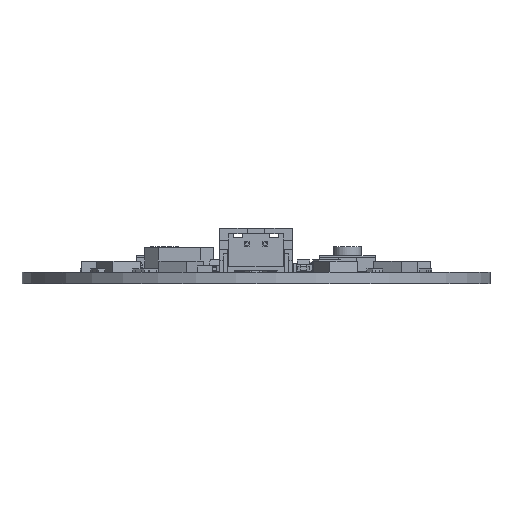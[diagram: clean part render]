
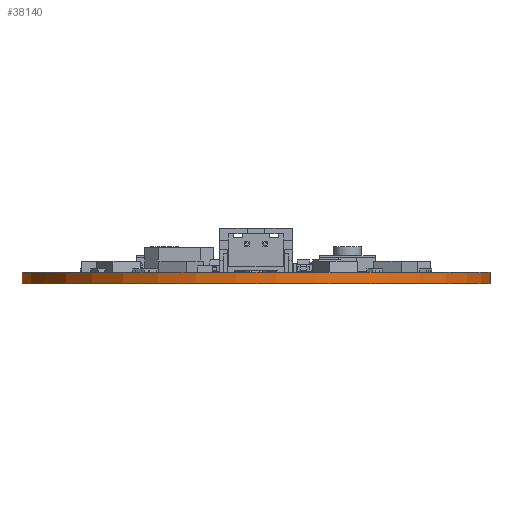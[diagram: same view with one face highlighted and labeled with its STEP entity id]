
A CAD part, front view. The second image highlights one B-rep face of the part: STEP entity #38140.
In plain terms, the highlighted cylindrical face has radius 25.407 mm (diameter 50.813 mm), a partial arc.
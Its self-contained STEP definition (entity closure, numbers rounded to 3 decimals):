
#2499=FACE_OUTER_BOUND('',#4517,.T.);
#4517=EDGE_LOOP('',(#26357,#26358,#26359,#26360));
#6877=LINE('',#55034,#11345);
#6879=LINE('',#55037,#11347);
#11345=VECTOR('',#44513,10.);
#11347=VECTOR('',#44515,10.);
#15941=CIRCLE('',#40801,25.407);
#15942=CIRCLE('',#40802,25.407);
#16951=VERTEX_POINT('',#55030);
#16952=VERTEX_POINT('',#55031);
#16953=VERTEX_POINT('',#55033);
#16954=VERTEX_POINT('',#55035);
#20675=EDGE_CURVE('',#16951,#16953,#6877,.T.);
#20677=EDGE_CURVE('',#16952,#16954,#6879,.T.);
#20678=EDGE_CURVE('',#16951,#16952,#15941,.T.);
#20679=EDGE_CURVE('',#16953,#16954,#15942,.T.);
#26357=ORIENTED_EDGE('',*,*,#20678,.T.);
#26358=ORIENTED_EDGE('',*,*,#20677,.T.);
#26359=ORIENTED_EDGE('',*,*,#20679,.F.);
#26360=ORIENTED_EDGE('',*,*,#20675,.F.);
#36940=CYLINDRICAL_SURFACE('',#40800,25.407);
#38140=ADVANCED_FACE('',(#2499),#36940,.T.);
#40800=AXIS2_PLACEMENT_3D('',#55038,#44516,#44517);
#40801=AXIS2_PLACEMENT_3D('',#55039,#44518,#44519);
#40802=AXIS2_PLACEMENT_3D('',#55040,#44520,#44521);
#44513=DIRECTION('',(0.,0.,1.));
#44515=DIRECTION('',(0.,0.,1.));
#44516=DIRECTION('center_axis',(0.,0.,1.));
#44517=DIRECTION('ref_axis',(0.,-1.,0.));
#44518=DIRECTION('center_axis',(0.,0.,1.));
#44519=DIRECTION('ref_axis',(-0.137,0.991,0.));
#44520=DIRECTION('center_axis',(0.,0.,1.));
#44521=DIRECTION('ref_axis',(-0.137,0.991,0.));
#55030=CARTESIAN_POINT('',(-3.492,25.146,0.));
#55031=CARTESIAN_POINT('',(3.492,25.146,0.));
#55033=CARTESIAN_POINT('',(-3.492,25.146,1.24));
#55034=CARTESIAN_POINT('',(-3.492,25.146,0.));
#55035=CARTESIAN_POINT('',(3.492,25.146,1.24));
#55037=CARTESIAN_POINT('',(3.492,25.146,0.));
#55038=CARTESIAN_POINT('Origin',(0.,-0.019,
0.));
#55039=CARTESIAN_POINT('Origin',(0.,-0.019,
0.));
#55040=CARTESIAN_POINT('Origin',(0.,-0.019,
1.24));
